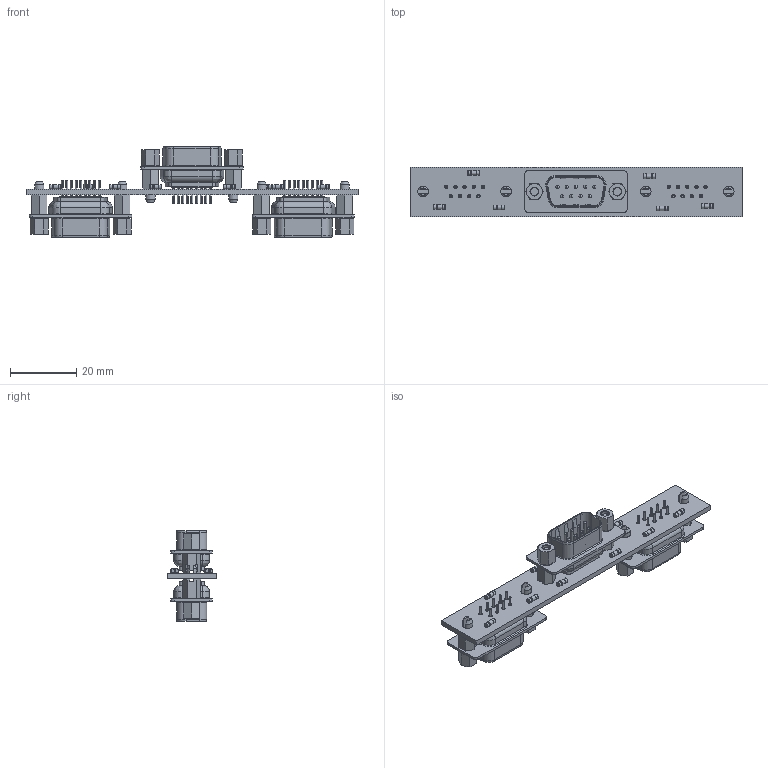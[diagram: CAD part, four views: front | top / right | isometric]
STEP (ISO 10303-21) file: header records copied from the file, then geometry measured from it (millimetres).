
FILE_DESCRIPTION(('KiCad electronic assembly'),'2;1');
FILE_NAME('ti99-joystick-adapter.step','2022-11-07T17:10:52',( 'An Author'),('A Company'),'Open CASCADE STEP processor 6.9', 'KiCad to STEP converter','Unknown');
FILE_SCHEMA(('AUTOMOTIVE_DESIGN { 1 0 10303 214 1 1 1 1 }'));
Length unit declared in the file: millimetre
Products named in the file (6): Open CASCADE STEP translator 6.9 1; TE-2301826-2-DB9-Male; SOLID; D_MiniMELF; COMPOUND
Assembly tree (16 placements, depth 3):
  Open CASCADE STEP translator 6.9 1
    TE-2301826-2-DB9-Male  x3
      SOLID
    D_MiniMELF  x10
      SOLID
    COMPOUND
Bounding box: 100 x 15 x 27.38 mm (x, y, z)
Volume: 7352.5 mm3; surface area: 10941 mm2
Topology: 14 solids, 20 shells, 1048 faces, 2353 edges, 1469 vertices
Faces by surface type: plane 429, cylinder 401, cone 72, sphere 54, torus 48, bspline 24, revolution 20
Full cylindrical faces by diameter (mm): 1 x27, 1.35 x20, 1.4 x30, 3.2 x6
Entity records: 23224 total; most frequent: CARTESIAN_POINT 6503, DIRECTION 3210, LINE 1600, VECTOR 1600, ORIENTED_EDGE 1592, PCURVE 1592, DEFINITIONAL_REPRESENTATION 1592, EDGE_CURVE 796
